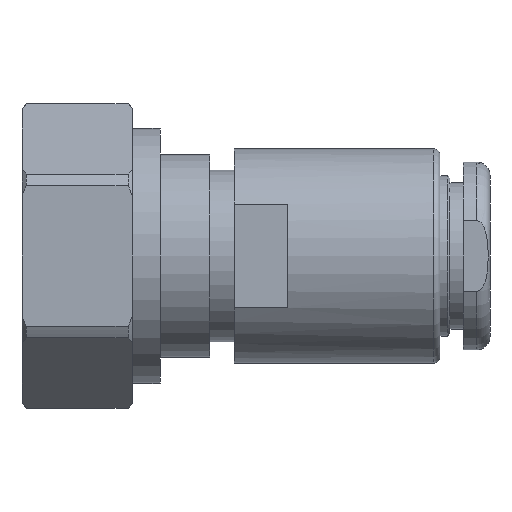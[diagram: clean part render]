
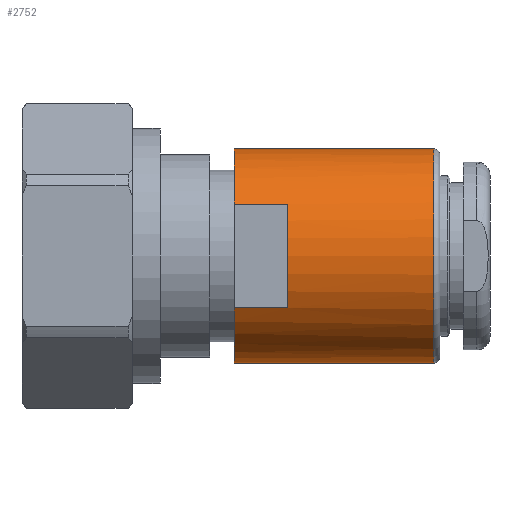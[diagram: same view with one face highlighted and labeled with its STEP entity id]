
A CAD part, front view. The second image highlights one B-rep face of the part: STEP entity #2752.
In plain terms, the highlighted cylindrical face has radius 12.7 mm (diameter 25.4 mm), a partial arc.
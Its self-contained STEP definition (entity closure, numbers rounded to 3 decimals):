
#29 = ORIENTED_EDGE ( 'NONE', *, *, #1084, .F. ) ;
#64 = ORIENTED_EDGE ( 'NONE', *, *, #1480, .T. ) ;
#95 = DIRECTION ( 'NONE',  ( -1., 0., 0. ) ) ;
#112 = DIRECTION ( 'NONE',  ( -1., 0., 0. ) ) ;
#123 = EDGE_CURVE ( 'NONE', #1624, #2003, #2483, .T. ) ;
#135 = DIRECTION ( 'NONE',  ( -1., 0., 0. ) ) ;
#149 = AXIS2_PLACEMENT_3D ( 'NONE', #2151, #2624, #945 ) ;
#210 = VECTOR ( 'NONE', #112, 1000. ) ;
#305 = CARTESIAN_POINT ( 'NONE',  ( 25.146, -11.112, 6.148 ) ) ;
#311 = CARTESIAN_POINT ( 'NONE',  ( 25.146, 0., 0. ) ) ;
#343 = CARTESIAN_POINT ( 'NONE',  ( 31.496, -11.112, 6.148 ) ) ;
#347 = VERTEX_POINT ( 'NONE', #2980 ) ;
#484 = VERTEX_POINT ( 'NONE', #2247 ) ;
#511 = CARTESIAN_POINT ( 'NONE',  ( 25.146, 0., 12.7 ) ) ;
#535 = LINE ( 'NONE', #2500, #1875 ) ;
#537 = AXIS2_PLACEMENT_3D ( 'NONE', #311, #2226, #1013 ) ;
#545 = DIRECTION ( 'NONE',  ( -1., 0., 0. ) ) ;
#576 = VERTEX_POINT ( 'NONE', #2041 ) ;
#578 = CYLINDRICAL_SURFACE ( 'NONE', #1043, 12.7 ) ;
#703 = AXIS2_PLACEMENT_3D ( 'NONE', #766, #2637, #1230 ) ;
#713 = EDGE_LOOP ( 'NONE', ( #1282, #2630, #64, #1562, #29, #1163, #1502, #1664 ) ) ;
#766 = CARTESIAN_POINT ( 'NONE',  ( 48.771, 0., 0. ) ) ;
#796 = DIRECTION ( 'NONE',  ( 0., 0., 1. ) ) ;
#945 = DIRECTION ( 'NONE',  ( 0., 0., -1. ) ) ;
#951 = CIRCLE ( 'NONE', #537, 12.7 ) ;
#1013 = DIRECTION ( 'NONE',  ( 0., 0., 1. ) ) ;
#1043 = AXIS2_PLACEMENT_3D ( 'NONE', #1516, #95, #796 ) ;
#1045 = CIRCLE ( 'NONE', #2098, 12.7 ) ;
#1084 = EDGE_CURVE ( 'NONE', #2003, #2668, #2198, .T. ) ;
#1101 = VECTOR ( 'NONE', #135, 1000. ) ;
#1152 = EDGE_CURVE ( 'NONE', #347, #484, #1045, .T. ) ;
#1163 = ORIENTED_EDGE ( 'NONE', *, *, #123, .F. ) ;
#1209 = CARTESIAN_POINT ( 'NONE',  ( 31.496, -11.112, -6.148 ) ) ;
#1230 = DIRECTION ( 'NONE',  ( 0., 0., 1. ) ) ;
#1265 = VERTEX_POINT ( 'NONE', #511 ) ;
#1282 = ORIENTED_EDGE ( 'NONE', *, *, #2885, .F. ) ;
#1351 = EDGE_CURVE ( 'NONE', #484, #1624, #1835, .T. ) ;
#1476 = CARTESIAN_POINT ( 'NONE',  ( 3.178, -11.112, -6.148 ) ) ;
#1480 = EDGE_CURVE ( 'NONE', #1582, #1265, #535, .T. ) ;
#1502 = ORIENTED_EDGE ( 'NONE', *, *, #1351, .F. ) ;
#1516 = CARTESIAN_POINT ( 'NONE',  ( 3.178, 0., 0. ) ) ;
#1562 = ORIENTED_EDGE ( 'NONE', *, *, #2356, .F. ) ;
#1582 = VERTEX_POINT ( 'NONE', #1620 ) ;
#1620 = CARTESIAN_POINT ( 'NONE',  ( 48.771, 0., 12.7 ) ) ;
#1624 = VERTEX_POINT ( 'NONE', #1209 ) ;
#1664 = ORIENTED_EDGE ( 'NONE', *, *, #1152, .F. ) ;
#1835 = LINE ( 'NONE', #1476, #1904 ) ;
#1875 = VECTOR ( 'NONE', #2971, 1000. ) ;
#1904 = VECTOR ( 'NONE', #2863, 1000. ) ;
#1965 = CARTESIAN_POINT ( 'NONE',  ( 3.178, -11.112, 6.148 ) ) ;
#2003 = VERTEX_POINT ( 'NONE', #343 ) ;
#2041 = CARTESIAN_POINT ( 'NONE',  ( 48.771, 0., -12.7 ) ) ;
#2098 = AXIS2_PLACEMENT_3D ( 'NONE', #2204, #545, #2225 ) ;
#2151 = CARTESIAN_POINT ( 'NONE',  ( 31.496, 0., 0. ) ) ;
#2198 = LINE ( 'NONE', #1965, #210 ) ;
#2204 = CARTESIAN_POINT ( 'NONE',  ( 25.146, 0., 0. ) ) ;
#2225 = DIRECTION ( 'NONE',  ( 0., 0., 1. ) ) ;
#2226 = DIRECTION ( 'NONE',  ( -1., 0., 0. ) ) ;
#2247 = CARTESIAN_POINT ( 'NONE',  ( 25.146, -11.112, -6.148 ) ) ;
#2356 = EDGE_CURVE ( 'NONE', #2668, #1265, #951, .T. ) ;
#2483 = CIRCLE ( 'NONE', #149, 12.7 ) ;
#2486 = CARTESIAN_POINT ( 'NONE',  ( 3.178, 0., -12.7 ) ) ;
#2500 = CARTESIAN_POINT ( 'NONE',  ( 3.178, 0., 12.7 ) ) ;
#2611 = EDGE_CURVE ( 'NONE', #576, #1582, #2940, .T. ) ;
#2624 = DIRECTION ( 'NONE',  ( -1., 0., 0. ) ) ;
#2630 = ORIENTED_EDGE ( 'NONE', *, *, #2611, .T. ) ;
#2637 = DIRECTION ( 'NONE',  ( -1., 0., 0. ) ) ;
#2654 = LINE ( 'NONE', #2486, #1101 ) ;
#2668 = VERTEX_POINT ( 'NONE', #305 ) ;
#2752 = ADVANCED_FACE ( 'NONE', ( #2904 ), #578, .T. ) ;
#2863 = DIRECTION ( 'NONE',  ( 1., 0., 0. ) ) ;
#2885 = EDGE_CURVE ( 'NONE', #576, #347, #2654, .T. ) ;
#2904 = FACE_OUTER_BOUND ( 'NONE', #713, .T. ) ;
#2940 = CIRCLE ( 'NONE', #703, 12.7 ) ;
#2971 = DIRECTION ( 'NONE',  ( -1., 0., 0. ) ) ;
#2980 = CARTESIAN_POINT ( 'NONE',  ( 25.146, 0., -12.7 ) ) ;
